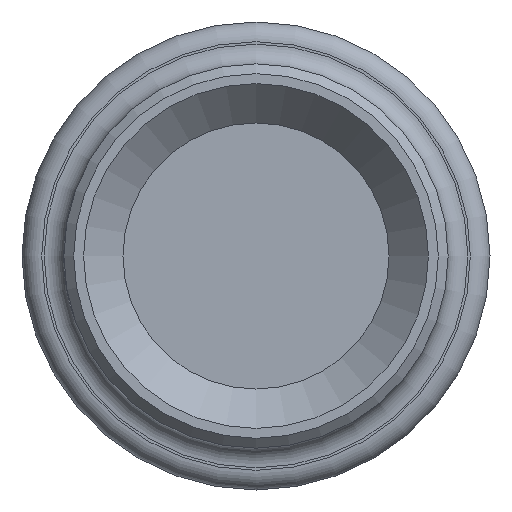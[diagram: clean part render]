
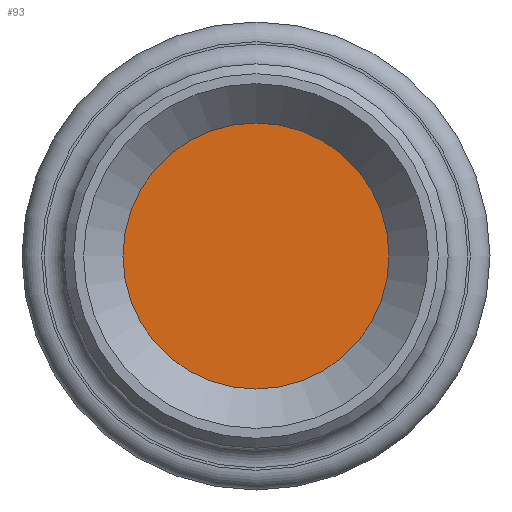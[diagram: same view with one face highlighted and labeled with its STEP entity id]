
A CAD part, left-side view. The second image highlights one B-rep face of the part: STEP entity #93.
In plain terms, the highlighted planar face has unit normal (-1, 0, 0).
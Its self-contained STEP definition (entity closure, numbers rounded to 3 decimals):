
#93 = ADVANCED_FACE( '', ( #150 ), #151, .F. );
#150 = FACE_OUTER_BOUND( '', #208, .T. );
#151 = PLANE( '', #209 );
#208 = EDGE_LOOP( '', ( #302 ) );
#209 = AXIS2_PLACEMENT_3D( '', #303, #304, #305 );
#302 = ORIENTED_EDGE( '', *, *, #328, .F. );
#303 = CARTESIAN_POINT( '', ( 2., 0., 0. ) );
#304 = DIRECTION( '', ( 1., 0., 0. ) );
#305 = DIRECTION( '', ( 0., 0., -1. ) );
#328 = EDGE_CURVE( '', #365, #365, #366, .T. );
#365 = VERTEX_POINT( '', #439 );
#366 = CIRCLE( '', #440, 1.35 );
#439 = CARTESIAN_POINT( '', ( 2., 0., -1.35 ) );
#440 = AXIS2_PLACEMENT_3D( '', #489, #490, #491 );
#489 = CARTESIAN_POINT( '', ( 2., 0., 0. ) );
#490 = DIRECTION( '', ( 1., 0., 0. ) );
#491 = DIRECTION( '', ( 0., 0., -1. ) );
